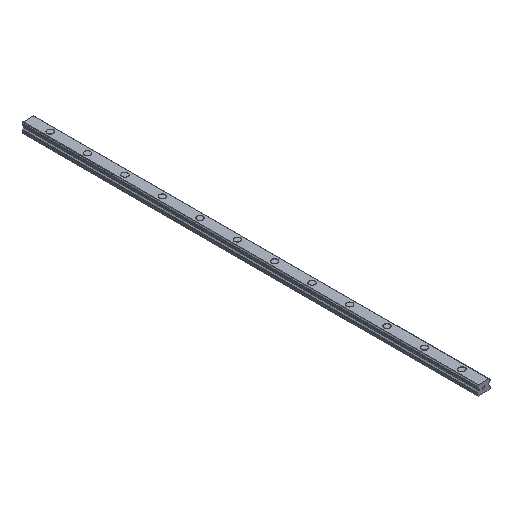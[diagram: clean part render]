
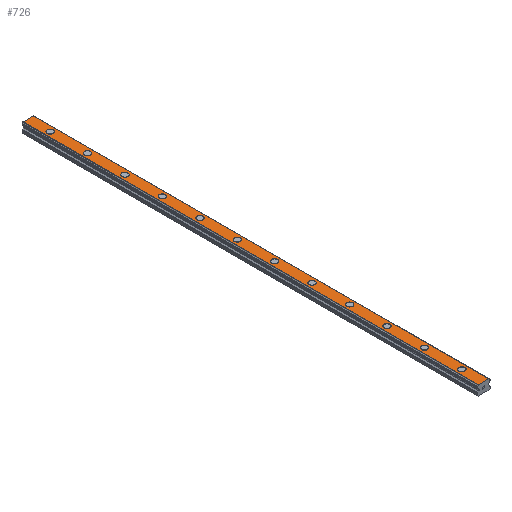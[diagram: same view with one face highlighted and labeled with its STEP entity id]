
A CAD part, isometric view. The second image highlights one B-rep face of the part: STEP entity #726.
In plain terms, the highlighted planar face has unit normal (0, 0, 1).
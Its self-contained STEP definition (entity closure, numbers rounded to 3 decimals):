
#726=ADVANCED_FACE('',(#1481,#1482,#1483,#1484,#1485,#1486,#1487,#1488,#1489,#1490,#1491,#1492,#1493),#1494,.T.);
#1481=FACE_BOUND('',#2258,.T.);
#1482=FACE_BOUND('',#2259,.T.);
#1483=FACE_BOUND('',#2260,.T.);
#1484=FACE_BOUND('',#2261,.T.);
#1485=FACE_BOUND('',#2262,.T.);
#1486=FACE_BOUND('',#2263,.T.);
#1487=FACE_BOUND('',#2264,.T.);
#1488=FACE_BOUND('',#2265,.T.);
#1489=FACE_BOUND('',#2266,.T.);
#1490=FACE_BOUND('',#2267,.T.);
#1491=FACE_BOUND('',#2268,.T.);
#1492=FACE_BOUND('',#2269,.T.);
#1493=FACE_OUTER_BOUND('',#2270,.T.);
#1494=PLANE('',#2271);
#2258=EDGE_LOOP('',(#4330,#4331));
#2259=EDGE_LOOP('',(#4332,#4333));
#2260=EDGE_LOOP('',(#4334,#4335));
#2261=EDGE_LOOP('',(#4336,#4337));
#2262=EDGE_LOOP('',(#4338,#4339));
#2263=EDGE_LOOP('',(#4340,#4341));
#2264=EDGE_LOOP('',(#4342,#4343));
#2265=EDGE_LOOP('',(#4344,#4345));
#2266=EDGE_LOOP('',(#4346,#4347));
#2267=EDGE_LOOP('',(#4348,#4349));
#2268=EDGE_LOOP('',(#4350,#4351));
#2269=EDGE_LOOP('',(#4352,#4353));
#2270=EDGE_LOOP('',(#4354,#4355,#4356,#4357));
#2271=AXIS2_PLACEMENT_3D('',#4358,#4359,#4360);
#4330=ORIENTED_EDGE('',*,*,#4667,.T.);
#4331=ORIENTED_EDGE('',*,*,#5121,.T.);
#4332=ORIENTED_EDGE('',*,*,#4655,.T.);
#4333=ORIENTED_EDGE('',*,*,#5139,.T.);
#4334=ORIENTED_EDGE('',*,*,#4643,.T.);
#4335=ORIENTED_EDGE('',*,*,#5154,.T.);
#4336=ORIENTED_EDGE('',*,*,#4631,.T.);
#4337=ORIENTED_EDGE('',*,*,#5169,.T.);
#4338=ORIENTED_EDGE('',*,*,#4619,.T.);
#4339=ORIENTED_EDGE('',*,*,#5184,.T.);
#4340=ORIENTED_EDGE('',*,*,#4607,.T.);
#4341=ORIENTED_EDGE('',*,*,#5199,.T.);
#4342=ORIENTED_EDGE('',*,*,#4595,.T.);
#4343=ORIENTED_EDGE('',*,*,#5214,.T.);
#4344=ORIENTED_EDGE('',*,*,#4583,.T.);
#4345=ORIENTED_EDGE('',*,*,#5229,.T.);
#4346=ORIENTED_EDGE('',*,*,#4571,.T.);
#4347=ORIENTED_EDGE('',*,*,#5244,.T.);
#4348=ORIENTED_EDGE('',*,*,#4559,.T.);
#4349=ORIENTED_EDGE('',*,*,#5259,.T.);
#4350=ORIENTED_EDGE('',*,*,#4547,.T.);
#4351=ORIENTED_EDGE('',*,*,#5274,.T.);
#4352=ORIENTED_EDGE('',*,*,#4535,.T.);
#4353=ORIENTED_EDGE('',*,*,#5289,.T.);
#4354=ORIENTED_EDGE('',*,*,#5103,.T.);
#4355=ORIENTED_EDGE('',*,*,#5338,.F.);
#4356=ORIENTED_EDGE('',*,*,#4975,.F.);
#4357=ORIENTED_EDGE('',*,*,#5336,.T.);
#4358=CARTESIAN_POINT('',(0.,730.0,15.5));
#4359=DIRECTION('',(0.0,0.0,1.0));
#4360=DIRECTION('',(-1.0,0.0,-0.0));
#4535=EDGE_CURVE('',#5394,#5391,#5395,.T.);
#4547=EDGE_CURVE('',#5416,#5413,#5417,.T.);
#4559=EDGE_CURVE('',#5438,#5435,#5439,.T.);
#4571=EDGE_CURVE('',#5460,#5457,#5461,.T.);
#4583=EDGE_CURVE('',#5482,#5479,#5483,.T.);
#4595=EDGE_CURVE('',#5504,#5501,#5505,.T.);
#4607=EDGE_CURVE('',#5526,#5523,#5527,.T.);
#4619=EDGE_CURVE('',#5548,#5545,#5549,.T.);
#4631=EDGE_CURVE('',#5570,#5567,#5571,.T.);
#4643=EDGE_CURVE('',#5592,#5589,#5593,.T.);
#4655=EDGE_CURVE('',#5614,#5611,#5615,.T.);
#4667=EDGE_CURVE('',#5636,#5633,#5637,.T.);
#4975=EDGE_CURVE('',#6087,#6089,#6090,.T.);
#5103=EDGE_CURVE('',#6300,#6298,#6301,.T.);
#5121=EDGE_CURVE('',#5633,#5636,#6334,.T.);
#5139=EDGE_CURVE('',#5611,#5614,#6354,.T.);
#5154=EDGE_CURVE('',#5589,#5592,#6371,.T.);
#5169=EDGE_CURVE('',#5567,#5570,#6388,.T.);
#5184=EDGE_CURVE('',#5545,#5548,#6405,.T.);
#5199=EDGE_CURVE('',#5523,#5526,#6422,.T.);
#5214=EDGE_CURVE('',#5501,#5504,#6439,.T.);
#5229=EDGE_CURVE('',#5479,#5482,#6456,.T.);
#5244=EDGE_CURVE('',#5457,#5460,#6473,.T.);
#5259=EDGE_CURVE('',#5435,#5438,#6490,.T.);
#5274=EDGE_CURVE('',#5413,#5416,#6507,.T.);
#5289=EDGE_CURVE('',#5391,#5394,#6524,.T.);
#5336=EDGE_CURVE('',#6087,#6300,#6573,.T.);
#5338=EDGE_CURVE('',#6089,#6298,#6575,.T.);
#5391=VERTEX_POINT('',#6630);
#5394=VERTEX_POINT('',#6634);
#5395=CIRCLE('',#6635,4.75);
#5413=VERTEX_POINT('',#6656);
#5416=VERTEX_POINT('',#6660);
#5417=CIRCLE('',#6661,4.75);
#5435=VERTEX_POINT('',#6682);
#5438=VERTEX_POINT('',#6686);
#5439=CIRCLE('',#6687,4.75);
#5457=VERTEX_POINT('',#6708);
#5460=VERTEX_POINT('',#6712);
#5461=CIRCLE('',#6713,4.75);
#5479=VERTEX_POINT('',#6734);
#5482=VERTEX_POINT('',#6738);
#5483=CIRCLE('',#6739,4.75);
#5501=VERTEX_POINT('',#6760);
#5504=VERTEX_POINT('',#6764);
#5505=CIRCLE('',#6765,4.75);
#5523=VERTEX_POINT('',#6786);
#5526=VERTEX_POINT('',#6790);
#5527=CIRCLE('',#6791,4.75);
#5545=VERTEX_POINT('',#6812);
#5548=VERTEX_POINT('',#6816);
#5549=CIRCLE('',#6817,4.75);
#5567=VERTEX_POINT('',#6838);
#5570=VERTEX_POINT('',#6842);
#5571=CIRCLE('',#6843,4.75);
#5589=VERTEX_POINT('',#6864);
#5592=VERTEX_POINT('',#6868);
#5593=CIRCLE('',#6869,4.75);
#5611=VERTEX_POINT('',#6890);
#5614=VERTEX_POINT('',#6894);
#5615=CIRCLE('',#6895,4.75);
#5633=VERTEX_POINT('',#6916);
#5636=VERTEX_POINT('',#6920);
#5637=CIRCLE('',#6921,4.75);
#6087=VERTEX_POINT('',#7518);
#6089=VERTEX_POINT('',#7521);
#6090=LINE('',#7522,#7523);
#6298=VERTEX_POINT('',#7815);
#6300=VERTEX_POINT('',#7818);
#6301=LINE('',#7819,#7820);
#6334=CIRCLE('',#7860,4.75);
#6354=CIRCLE('',#7886,4.75);
#6371=CIRCLE('',#7907,4.75);
#6388=CIRCLE('',#7928,4.75);
#6405=CIRCLE('',#7949,4.75);
#6422=CIRCLE('',#7970,4.75);
#6439=CIRCLE('',#7991,4.75);
#6456=CIRCLE('',#8012,4.75);
#6473=CIRCLE('',#8033,4.75);
#6490=CIRCLE('',#8054,4.75);
#6507=CIRCLE('',#8075,4.75);
#6524=CIRCLE('',#8096,4.75);
#6573=LINE('',#8165,#8166);
#6575=LINE('',#8168,#8169);
#6630=CARTESIAN_POINT('',(4.75,35.0,15.5));
#6634=CARTESIAN_POINT('',(-4.75,35.0,15.5));
#6635=AXIS2_PLACEMENT_3D('',#8241,#8242,#8243);
#6656=CARTESIAN_POINT('',(4.75,95.0,15.5));
#6660=CARTESIAN_POINT('',(-4.75,95.0,15.5));
#6661=AXIS2_PLACEMENT_3D('',#8263,#8264,#8265);
#6682=CARTESIAN_POINT('',(4.75,155.0,15.5));
#6686=CARTESIAN_POINT('',(-4.75,155.0,15.5));
#6687=AXIS2_PLACEMENT_3D('',#8285,#8286,#8287);
#6708=CARTESIAN_POINT('',(4.75,215.0,15.5));
#6712=CARTESIAN_POINT('',(-4.75,215.0,15.5));
#6713=AXIS2_PLACEMENT_3D('',#8307,#8308,#8309);
#6734=CARTESIAN_POINT('',(4.75,275.0,15.5));
#6738=CARTESIAN_POINT('',(-4.75,275.0,15.5));
#6739=AXIS2_PLACEMENT_3D('',#8329,#8330,#8331);
#6760=CARTESIAN_POINT('',(4.75,335.0,15.5));
#6764=CARTESIAN_POINT('',(-4.75,335.0,15.5));
#6765=AXIS2_PLACEMENT_3D('',#8351,#8352,#8353);
#6786=CARTESIAN_POINT('',(4.75,395.0,15.5));
#6790=CARTESIAN_POINT('',(-4.75,395.0,15.5));
#6791=AXIS2_PLACEMENT_3D('',#8373,#8374,#8375);
#6812=CARTESIAN_POINT('',(4.75,455.0,15.5));
#6816=CARTESIAN_POINT('',(-4.75,455.0,15.5));
#6817=AXIS2_PLACEMENT_3D('',#8395,#8396,#8397);
#6838=CARTESIAN_POINT('',(4.75,515.0,15.5));
#6842=CARTESIAN_POINT('',(-4.75,515.0,15.5));
#6843=AXIS2_PLACEMENT_3D('',#8417,#8418,#8419);
#6864=CARTESIAN_POINT('',(4.75,575.0,15.5));
#6868=CARTESIAN_POINT('',(-4.75,575.0,15.5));
#6869=AXIS2_PLACEMENT_3D('',#8439,#8440,#8441);
#6890=CARTESIAN_POINT('',(4.75,635.0,15.5));
#6894=CARTESIAN_POINT('',(-4.75,635.0,15.5));
#6895=AXIS2_PLACEMENT_3D('',#8461,#8462,#8463);
#6916=CARTESIAN_POINT('',(4.75,695.0,15.5));
#6920=CARTESIAN_POINT('',(-4.75,695.0,15.5));
#6921=AXIS2_PLACEMENT_3D('',#8483,#8484,#8485);
#7518=CARTESIAN_POINT('',(-8.378,730.0,15.5));
#7521=CARTESIAN_POINT('',(8.378,730.0,15.5));
#7522=CARTESIAN_POINT('',(-8.378,730.0,15.5));
#7523=VECTOR('',#8844,1.0);
#7815=CARTESIAN_POINT('',(8.378,0.0,15.5));
#7818=CARTESIAN_POINT('',(-8.378,0.0,15.5));
#7819=CARTESIAN_POINT('',(-8.378,0.0,15.5));
#7820=VECTOR('',#8984,1.0);
#7860=AXIS2_PLACEMENT_3D('',#9019,#9020,#9021);
#7886=AXIS2_PLACEMENT_3D('',#9040,#9041,#9042);
#7907=AXIS2_PLACEMENT_3D('',#9059,#9060,#9061);
#7928=AXIS2_PLACEMENT_3D('',#9078,#9079,#9080);
#7949=AXIS2_PLACEMENT_3D('',#9097,#9098,#9099);
#7970=AXIS2_PLACEMENT_3D('',#9116,#9117,#9118);
#7991=AXIS2_PLACEMENT_3D('',#9135,#9136,#9137);
#8012=AXIS2_PLACEMENT_3D('',#9154,#9155,#9156);
#8033=AXIS2_PLACEMENT_3D('',#9173,#9174,#9175);
#8054=AXIS2_PLACEMENT_3D('',#9192,#9193,#9194);
#8075=AXIS2_PLACEMENT_3D('',#9211,#9212,#9213);
#8096=AXIS2_PLACEMENT_3D('',#9230,#9231,#9232);
#8165=CARTESIAN_POINT('',(-8.378,730.0,15.5));
#8166=VECTOR('',#9265,1.0);
#8168=CARTESIAN_POINT('',(8.378,730.0,15.5));
#8169=VECTOR('',#9266,1.0);
#8241=CARTESIAN_POINT('',(0.0,35.0,15.5));
#8242=DIRECTION('',(0.0,0.0,-1.0));
#8243=DIRECTION('',(1.0,0.0,0.0));
#8263=CARTESIAN_POINT('',(0.0,95.0,15.5));
#8264=DIRECTION('',(0.0,0.0,-1.0));
#8265=DIRECTION('',(1.0,0.0,0.0));
#8285=CARTESIAN_POINT('',(0.0,155.0,15.5));
#8286=DIRECTION('',(0.0,0.0,-1.0));
#8287=DIRECTION('',(1.0,0.0,0.0));
#8307=CARTESIAN_POINT('',(0.0,215.0,15.5));
#8308=DIRECTION('',(0.0,0.0,-1.0));
#8309=DIRECTION('',(1.0,0.0,0.0));
#8329=CARTESIAN_POINT('',(0.0,275.0,15.5));
#8330=DIRECTION('',(0.0,0.0,-1.0));
#8331=DIRECTION('',(1.0,0.0,0.0));
#8351=CARTESIAN_POINT('',(0.0,335.0,15.5));
#8352=DIRECTION('',(0.0,0.0,-1.0));
#8353=DIRECTION('',(1.0,0.0,0.0));
#8373=CARTESIAN_POINT('',(0.0,395.0,15.5));
#8374=DIRECTION('',(0.0,0.0,-1.0));
#8375=DIRECTION('',(1.0,0.0,0.0));
#8395=CARTESIAN_POINT('',(0.0,455.0,15.5));
#8396=DIRECTION('',(0.0,0.0,-1.0));
#8397=DIRECTION('',(1.0,0.0,0.0));
#8417=CARTESIAN_POINT('',(0.0,515.0,15.5));
#8418=DIRECTION('',(0.0,0.0,-1.0));
#8419=DIRECTION('',(1.0,0.0,0.0));
#8439=CARTESIAN_POINT('',(0.0,575.0,15.5));
#8440=DIRECTION('',(0.0,0.0,-1.0));
#8441=DIRECTION('',(1.0,0.0,0.0));
#8461=CARTESIAN_POINT('',(0.0,635.0,15.5));
#8462=DIRECTION('',(0.0,0.0,-1.0));
#8463=DIRECTION('',(1.0,0.0,0.0));
#8483=CARTESIAN_POINT('',(0.0,695.0,15.5));
#8484=DIRECTION('',(0.0,0.0,-1.0));
#8485=DIRECTION('',(1.0,0.0,0.0));
#8844=DIRECTION('',(1.0,0.0,0.0));
#8984=DIRECTION('',(1.0,0.0,0.0));
#9019=CARTESIAN_POINT('',(0.0,695.0,15.5));
#9020=DIRECTION('',(0.0,0.0,-1.0));
#9021=DIRECTION('',(1.0,0.0,0.0));
#9040=CARTESIAN_POINT('',(0.0,635.0,15.5));
#9041=DIRECTION('',(0.0,0.0,-1.0));
#9042=DIRECTION('',(1.0,0.0,0.0));
#9059=CARTESIAN_POINT('',(0.0,575.0,15.5));
#9060=DIRECTION('',(0.0,0.0,-1.0));
#9061=DIRECTION('',(1.0,0.0,0.0));
#9078=CARTESIAN_POINT('',(0.0,515.0,15.5));
#9079=DIRECTION('',(0.0,0.0,-1.0));
#9080=DIRECTION('',(1.0,0.0,0.0));
#9097=CARTESIAN_POINT('',(0.0,455.0,15.5));
#9098=DIRECTION('',(0.0,0.0,-1.0));
#9099=DIRECTION('',(1.0,0.0,0.0));
#9116=CARTESIAN_POINT('',(0.0,395.0,15.5));
#9117=DIRECTION('',(0.0,0.0,-1.0));
#9118=DIRECTION('',(1.0,0.0,0.0));
#9135=CARTESIAN_POINT('',(0.0,335.0,15.5));
#9136=DIRECTION('',(0.0,0.0,-1.0));
#9137=DIRECTION('',(1.0,0.0,0.0));
#9154=CARTESIAN_POINT('',(0.0,275.0,15.5));
#9155=DIRECTION('',(0.0,0.0,-1.0));
#9156=DIRECTION('',(1.0,0.0,0.0));
#9173=CARTESIAN_POINT('',(0.0,215.0,15.5));
#9174=DIRECTION('',(0.0,0.0,-1.0));
#9175=DIRECTION('',(1.0,0.0,0.0));
#9192=CARTESIAN_POINT('',(0.0,155.0,15.5));
#9193=DIRECTION('',(0.0,0.0,-1.0));
#9194=DIRECTION('',(1.0,0.0,0.0));
#9211=CARTESIAN_POINT('',(0.0,95.0,15.5));
#9212=DIRECTION('',(0.0,0.0,-1.0));
#9213=DIRECTION('',(1.0,0.0,0.0));
#9230=CARTESIAN_POINT('',(0.0,35.0,15.5));
#9231=DIRECTION('',(0.0,0.0,-1.0));
#9232=DIRECTION('',(1.0,0.0,0.0));
#9265=DIRECTION('',(0.0,-1.0,0.0));
#9266=DIRECTION('',(0.0,-1.0,0.0));
